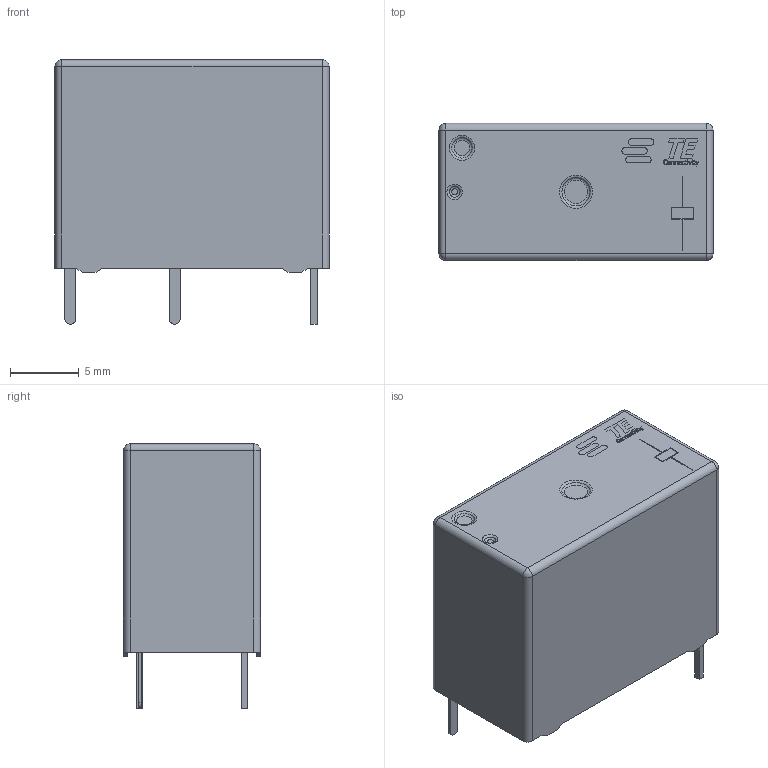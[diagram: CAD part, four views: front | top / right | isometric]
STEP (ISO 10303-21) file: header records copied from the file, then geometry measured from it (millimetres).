
FILE_DESCRIPTION(/* description */ (''),/* implementation_level */ '2;1');
FILE_NAME(/* name */ '2.stp',/* time_stamp */ '2021-03-14T10:36:47+02:00',/* author */ ('k'),/* organization */ (''),/* preprocessor_version */ 'ST-DEVELOPER v15.6',/* originating_system */ 'Autodesk Inventor 2015',/* authorisation */ '');
FILE_SCHEMA (('AUTOMOTIVE_DESIGN { 1 0 10303 214 3 1 1 }'));
Length unit declared in the file: millimetre
Products named in the file (6): 1; 2; c-1461353-5-j1-3d; TE connectivity Logo 1 (2)
Bounding box: 20 x 10 x 19.3 mm (x, y, z)
Volume: 3036.6 mm3; surface area: 1866 mm2
Topology: 26 solids, 26 shells, 320 faces, 780 edges, 515 vertices
Faces by surface type: plane 225, bspline 69, cylinder 16, torus 6, sphere 4
Entity records: 9727 total; most frequent: CARTESIAN_POINT 2517, ORIENTED_EDGE 1548, DIRECTION 1201, EDGE_CURVE 774, LINE 595, VECTOR 595, VERTEX_POINT 515, EDGE_LOOP 335
